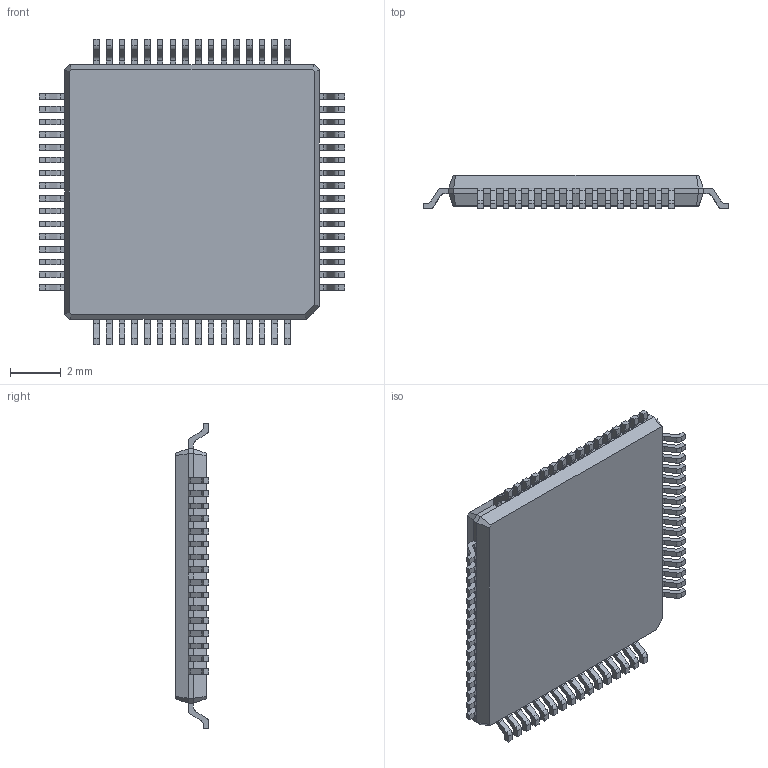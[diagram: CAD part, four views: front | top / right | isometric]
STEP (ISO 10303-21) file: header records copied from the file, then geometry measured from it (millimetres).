
FILE_DESCRIPTION (( 'STEP AP214' ), '1' );
FILE_NAME ('SV-64-3.STEP', '2021-06-09T10:12:37', ( '' ), ( '' ), 'SwSTEP 2.0', 'SolidWorks 2019', '' );
FILE_SCHEMA (( 'AUTOMOTIVE_DESIGN' ));
Length unit declared in the file: millimetre
Products named in the file (4): Body; SV-64-3; Pin; EP
Assembly tree (66 placements, depth 2):
  SV-64-3
    Body
    Pin  x64
    EP
Bounding box: 12 x 1.31 x 12 mm (x, y, z)
Volume: 131.7 mm3; surface area: 434 mm2
Topology: 66 solids, 66 shells, 938 faces, 2399 edges, 1594 vertices
Faces by surface type: plane 680, cylinder 258
Entity records: 2228 total; most frequent: DIRECTION 393, CARTESIAN_POINT 338, ORIENTED_EDGE 262, AXIS2_PLACEMENT_3D 137, EDGE_CURVE 131, VECTOR 119, LINE 119, VERTEX_POINT 82
